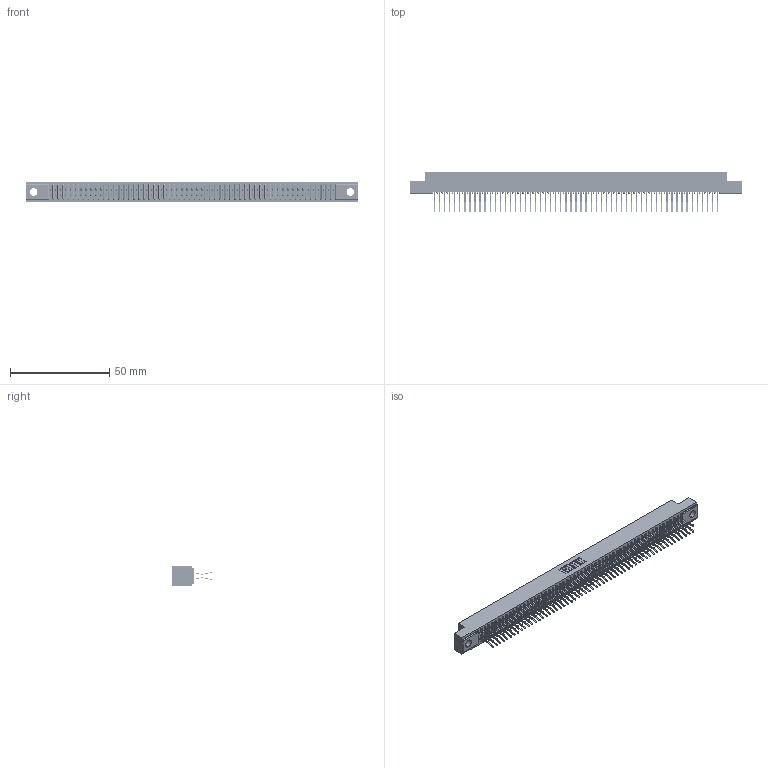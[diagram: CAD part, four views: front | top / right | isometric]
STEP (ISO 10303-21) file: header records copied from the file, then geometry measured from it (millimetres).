
FILE_DESCRIPTION (( 'STEP AP203' ), '1' );
FILE_NAME ('391-114-560-204.STEP', '2018-08-09T22:57:26', ( '' ), ( '' ), 'SwSTEP 2.0', 'SolidWorks 2016', '' );
FILE_SCHEMA (( 'CONFIG_CONTROL_DESIGN' ));
Products named in the file (3): 341 Part_.156 (3.96) Dia Mounting Holes; 341-292-001_341-292-160; 391-114-560-204
Assembly tree (115 placements, depth 2):
  391-114-560-204
    341 Part_.156 (3.96) Dia Mounting Holes
    341-292-001_341-292-160  x114
Bounding box: 167 x 20.37 x 10.16 mm (x, y, z)
Volume: 12353 mm3; surface area: 23131.8 mm2
Topology: 115 solids, 115 shells, 8110 faces, 23551 edges, 15278 vertices
Faces by surface type: plane 4642, cylinder 3240, sphere 116, torus 112
Entity records: 67542 total; most frequent: CARTESIAN_POINT 11233, ORIENTED_EDGE 11162, DIRECTION 10887, EDGE_CURVE 5581, LINE 4527, VECTOR 4527, VERTEX_POINT 3526, AXIS2_PLACEMENT_3D 3180
